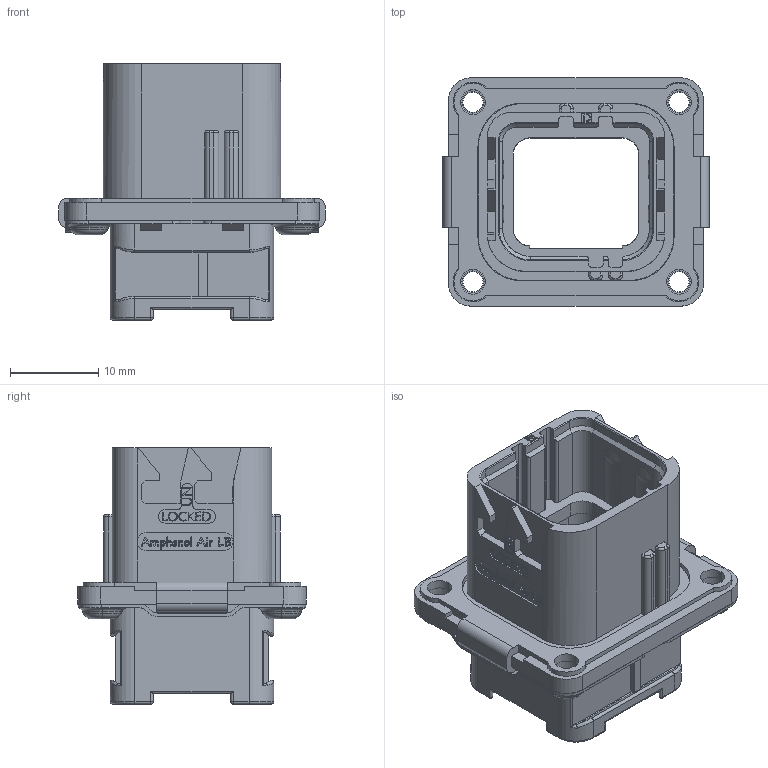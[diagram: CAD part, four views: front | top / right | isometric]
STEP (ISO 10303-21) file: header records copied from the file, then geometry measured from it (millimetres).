
FILE_DESCRIPTION((''),'2;1');
FILE_NAME('SIM2B24D011','2019-10-18T',('presta_be4'),(''),'CREO PARAMETRIC BY PTC INC, 2018360','CREO PARAMETRIC BY PTC INC, 2018360','');
FILE_SCHEMA(('CONFIG_CONTROL_DESIGN'));
Products named in the file (1): SIM2B24D011
Bounding box: 30.1 x 25.8 x 28.97 mm (x, y, z)
Volume: 4428.3 mm3; surface area: 5770.4 mm2
Topology: 1 solids, 1 shells, 1929 faces, 5362 edges, 3513 vertices
Faces by surface type: plane 964, extrusion 608, cylinder 221, torus 68, bspline 28, cone 24, sphere 16
Entity records: 64772 total; most frequent: CARTESIAN_POINT 17748, ORIENTED_EDGE 10708, DIRECTION 7678, EDGE_CURVE 5354, VECTOR 4000, VERTEX_POINT 3513, LINE 3392, EDGE_LOOP 2045
